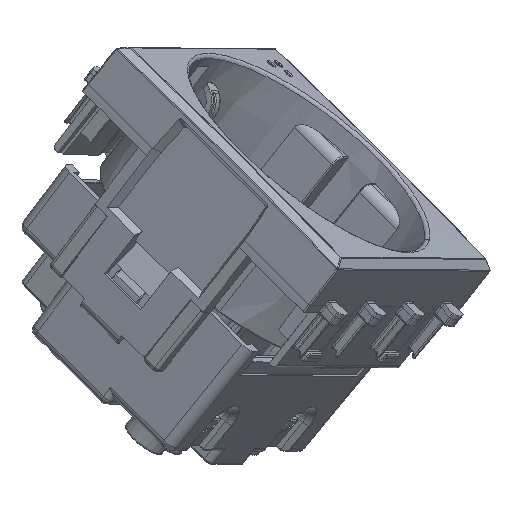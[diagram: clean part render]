
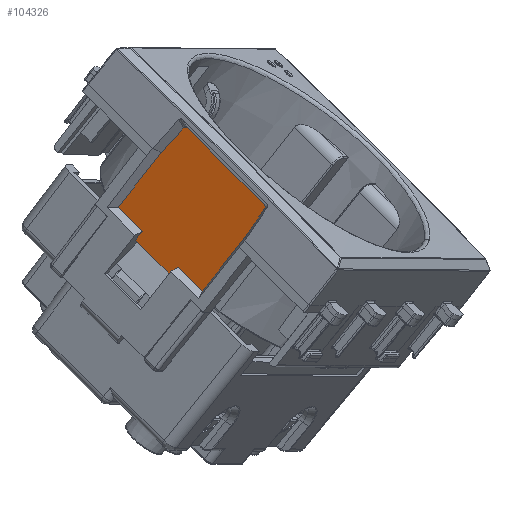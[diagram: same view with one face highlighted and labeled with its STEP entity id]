
A CAD part, isometric view. The second image highlights one B-rep face of the part: STEP entity #104326.
In plain terms, the highlighted face is planar.
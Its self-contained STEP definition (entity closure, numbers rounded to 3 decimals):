
#94540=CARTESIAN_POINT('Vertex',(3.633,-21.,-8.525)) ;
#94544=CARTESIAN_POINT('Control Point',(3.633,-21.,-8.525)) ;
#94545=CARTESIAN_POINT('Control Point',(3.633,-21.,-10.109)) ;
#94546=CARTESIAN_POINT('Vertex',(3.633,-21.,-10.109)) ;
#94612=CARTESIAN_POINT('Vertex',(-3.633,-21.,-10.109)) ;
#94616=CARTESIAN_POINT('Control Point',(-3.633,-21.,-8.525)) ;
#94617=CARTESIAN_POINT('Control Point',(-3.633,-21.,-10.109)) ;
#94618=CARTESIAN_POINT('Vertex',(-3.633,-21.,-8.525)) ;
#97907=CARTESIAN_POINT('Line Origine',(0.,-21.,-10.109)) ;
#104222=CARTESIAN_POINT('Axis2P3D Location',(0.,-21.,0.)) ;
#104228=CARTESIAN_POINT('Control Point',(-7.74,-21.,6.375)) ;
#104229=CARTESIAN_POINT('Control Point',(-7.78,-21.,6.375)) ;
#104230=CARTESIAN_POINT('Control Point',(-7.821,-21.,6.371)) ;
#104231=CARTESIAN_POINT('Control Point',(-7.861,-21.,6.363)) ;
#104232=CARTESIAN_POINT('Control Point',(-7.925,-21.,6.342)) ;
#104233=CARTESIAN_POINT('Control Point',(-7.983,-21.,6.309)) ;
#104234=CARTESIAN_POINT('Control Point',(-8.005,-21.,6.294)) ;
#104235=CARTESIAN_POINT('Control Point',(-8.044,-21.,6.262)) ;
#104236=CARTESIAN_POINT('Control Point',(-8.078,-21.,6.223)) ;
#104237=CARTESIAN_POINT('Control Point',(-8.094,-21.,6.203)) ;
#104238=CARTESIAN_POINT('Control Point',(-8.129,-21.,6.148)) ;
#104239=CARTESIAN_POINT('Control Point',(-8.152,-21.,6.088)) ;
#104240=CARTESIAN_POINT('Control Point',(-8.163,-21.,6.05)) ;
#104241=CARTESIAN_POINT('Control Point',(-8.169,-21.,6.011)) ;
#104242=CARTESIAN_POINT('Control Point',(-8.172,-21.,5.972)) ;
#104243=CARTESIAN_POINT('Vertex',(-7.74,-21.,6.375)) ;
#104245=CARTESIAN_POINT('Vertex',(-8.172,-21.,5.972)) ;
#104248=CARTESIAN_POINT('Line Origine',(-8.336,-21.,3.624)) ;
#104252=CARTESIAN_POINT('Vertex',(-8.5,-21.,1.275)) ;
#104255=CARTESIAN_POINT('Line Origine',(-8.5,-21.,-3.625)) ;
#104259=CARTESIAN_POINT('Vertex',(-8.5,-21.,-8.525)) ;
#104262=CARTESIAN_POINT('Line Origine',(-6.066,-21.,-8.525)) ;
#104267=CARTESIAN_POINT('Line Origine',(6.066,-21.,-8.525)) ;
#104271=CARTESIAN_POINT('Vertex',(8.5,-21.,-8.525)) ;
#104274=CARTESIAN_POINT('Line Origine',(8.5,-21.,-3.625)) ;
#104278=CARTESIAN_POINT('Vertex',(8.5,-21.,1.275)) ;
#104281=CARTESIAN_POINT('Line Origine',(8.336,-21.,3.624)) ;
#104285=CARTESIAN_POINT('Vertex',(8.172,-21.,5.972)) ;
#104289=CARTESIAN_POINT('Control Point',(8.172,-21.,5.972)) ;
#104290=CARTESIAN_POINT('Control Point',(8.169,-21.,6.013)) ;
#104291=CARTESIAN_POINT('Control Point',(8.162,-21.,6.053)) ;
#104292=CARTESIAN_POINT('Control Point',(8.151,-21.,6.093)) ;
#104293=CARTESIAN_POINT('Control Point',(8.126,-21.,6.155)) ;
#104294=CARTESIAN_POINT('Control Point',(8.089,-21.,6.21)) ;
#104295=CARTESIAN_POINT('Control Point',(8.072,-21.,6.231)) ;
#104296=CARTESIAN_POINT('Control Point',(8.037,-21.,6.268)) ;
#104297=CARTESIAN_POINT('Control Point',(7.997,-21.,6.3)) ;
#104298=CARTESIAN_POINT('Control Point',(7.975,-21.,6.314)) ;
#104299=CARTESIAN_POINT('Control Point',(7.918,-21.,6.345)) ;
#104300=CARTESIAN_POINT('Control Point',(7.856,-21.,6.364)) ;
#104301=CARTESIAN_POINT('Control Point',(7.818,-21.,6.371)) ;
#104302=CARTESIAN_POINT('Control Point',(7.779,-21.,6.375)) ;
#104303=CARTESIAN_POINT('Control Point',(7.74,-21.,6.375)) ;
#104304=CARTESIAN_POINT('Vertex',(7.74,-21.,6.375)) ;
#104307=CARTESIAN_POINT('Line Origine',(0.,-21.,6.375)) ;
#97908=DIRECTION('Vector Direction',(-1.,0.,0.)) ;
#104223=DIRECTION('Axis2P3D Direction',(0.,1.,-0.)) ;
#104224=DIRECTION('Axis2P3D XDirection',(-1.,0.,0.)) ;
#104249=DIRECTION('Vector Direction',(-0.07,0.,-0.998)) ;
#104256=DIRECTION('Vector Direction',(0.,0.,-1.)) ;
#104263=DIRECTION('Vector Direction',(-1.,0.,0.)) ;
#104268=DIRECTION('Vector Direction',(-1.,0.,0.)) ;
#104275=DIRECTION('Vector Direction',(0.,0.,-1.)) ;
#104282=DIRECTION('Vector Direction',(0.07,0.,-0.998)) ;
#104308=DIRECTION('Vector Direction',(-1.,0.,0.)) ;
#104225=AXIS2_PLACEMENT_3D('Plane Axis2P3D',#104222,#104223,#104224) ;
#104313=ORIENTED_EDGE('',*,*,#104247,.T.) ;
#104314=ORIENTED_EDGE('',*,*,#104254,.F.) ;
#104315=ORIENTED_EDGE('',*,*,#104261,.F.) ;
#104316=ORIENTED_EDGE('',*,*,#104266,.F.) ;
#104317=ORIENTED_EDGE('',*,*,#94620,.T.) ;
#104318=ORIENTED_EDGE('',*,*,#97911,.F.) ;
#104319=ORIENTED_EDGE('',*,*,#94548,.F.) ;
#104320=ORIENTED_EDGE('',*,*,#104273,.F.) ;
#104321=ORIENTED_EDGE('',*,*,#104280,.T.) ;
#104322=ORIENTED_EDGE('',*,*,#104287,.T.) ;
#104323=ORIENTED_EDGE('',*,*,#104306,.T.) ;
#104324=ORIENTED_EDGE('',*,*,#104311,.F.) ;
#97909=VECTOR('Line Direction',#97908,1.) ;
#104250=VECTOR('Line Direction',#104249,1.) ;
#104257=VECTOR('Line Direction',#104256,1.) ;
#104264=VECTOR('Line Direction',#104263,1.) ;
#104269=VECTOR('Line Direction',#104268,1.) ;
#104276=VECTOR('Line Direction',#104275,1.) ;
#104283=VECTOR('Line Direction',#104282,1.) ;
#104309=VECTOR('Line Direction',#104308,1.) ;
#104326=ADVANCED_FACE('PartBody',(#104325),#104226,.F.) ;
#94543=B_SPLINE_CURVE_WITH_KNOTS('',1,(#94544,#94545),.UNSPECIFIED.,.F.,.U.,(2,2),(-0.752,0.832),.UNSPECIFIED.) ;
#94615=B_SPLINE_CURVE_WITH_KNOTS('',1,(#94616,#94617),.UNSPECIFIED.,.F.,.U.,(2,2),(-0.752,0.832),.UNSPECIFIED.) ;
#104227=B_SPLINE_CURVE_WITH_KNOTS('',5,(#104228,#104229,#104230,#104231,#104232,#104233,#104234,#104235,#104236,#104237,#104238,#104239,#104240,#104241,#104242),.UNSPECIFIED.,.F.,.U.,(6,3,3,3,6),(0.,0.288,0.47,0.65,0.926),.UNSPECIFIED.) ;
#104288=B_SPLINE_CURVE_WITH_KNOTS('',5,(#104289,#104290,#104291,#104292,#104293,#104294,#104295,#104296,#104297,#104298,#104299,#104300,#104301,#104302,#104303),.UNSPECIFIED.,.F.,.U.,(6,3,3,3,6),(0.,0.288,0.47,0.65,0.926),.UNSPECIFIED.) ;
#94548=EDGE_CURVE('',#94541,#94547,#94543,.T.) ;
#94620=EDGE_CURVE('',#94619,#94613,#94615,.T.) ;
#97911=EDGE_CURVE('',#94547,#94613,#97910,.T.) ;
#104247=EDGE_CURVE('',#104244,#104246,#104227,.T.) ;
#104254=EDGE_CURVE('',#104253,#104246,#104251,.F.) ;
#104261=EDGE_CURVE('',#104260,#104253,#104258,.F.) ;
#104266=EDGE_CURVE('',#94619,#104260,#104265,.T.) ;
#104273=EDGE_CURVE('',#104272,#94541,#104270,.T.) ;
#104280=EDGE_CURVE('',#104272,#104279,#104277,.F.) ;
#104287=EDGE_CURVE('',#104279,#104286,#104284,.F.) ;
#104306=EDGE_CURVE('',#104286,#104305,#104288,.T.) ;
#104311=EDGE_CURVE('',#104244,#104305,#104310,.F.) ;
#104312=EDGE_LOOP('',(#104313,#104314,#104315,#104316,#104317,#104318,#104319,#104320,#104321,#104322,#104323,#104324)) ;
#104325=FACE_OUTER_BOUND('',#104312,.T.) ;
#97910=LINE('Line',#97907,#97909) ;
#104251=LINE('Line',#104248,#104250) ;
#104258=LINE('Line',#104255,#104257) ;
#104265=LINE('Line',#104262,#104264) ;
#104270=LINE('Line',#104267,#104269) ;
#104277=LINE('Line',#104274,#104276) ;
#104284=LINE('Line',#104281,#104283) ;
#104310=LINE('Line',#104307,#104309) ;
#104226=PLANE('',#104225) ;
#94541=VERTEX_POINT('',#94540) ;
#94547=VERTEX_POINT('',#94546) ;
#94613=VERTEX_POINT('',#94612) ;
#94619=VERTEX_POINT('',#94618) ;
#104244=VERTEX_POINT('',#104243) ;
#104246=VERTEX_POINT('',#104245) ;
#104253=VERTEX_POINT('',#104252) ;
#104260=VERTEX_POINT('',#104259) ;
#104272=VERTEX_POINT('',#104271) ;
#104279=VERTEX_POINT('',#104278) ;
#104286=VERTEX_POINT('',#104285) ;
#104305=VERTEX_POINT('',#104304) ;
